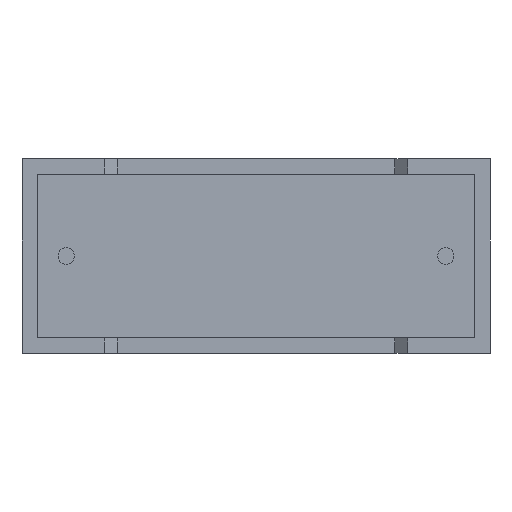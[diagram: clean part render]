
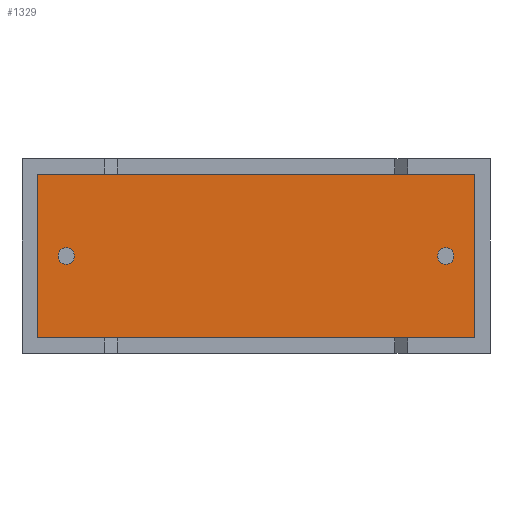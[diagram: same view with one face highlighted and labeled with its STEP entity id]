
A CAD part, front view. The second image highlights one B-rep face of the part: STEP entity #1329.
In plain terms, the highlighted planar face has unit normal (0, -1, 0).
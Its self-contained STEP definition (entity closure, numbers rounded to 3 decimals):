
#60 = EDGE_CURVE ( 'NONE', #1632, #2712, #1799, .T. ) ;
#146 = CARTESIAN_POINT ( 'NONE',  ( 16.75, 0.75, 3.85 ) ) ;
#188 = VERTEX_POINT ( 'NONE', #1984 ) ;
#243 = DIRECTION ( 'NONE',  ( 1., 0., 0. ) ) ;
#291 = EDGE_CURVE ( 'NONE', #551, #188, #949, .T. ) ;
#302 = DIRECTION ( 'NONE',  ( 0., -1., 0. ) ) ;
#306 = CARTESIAN_POINT ( 'NONE',  ( 16.75, 0.75, 4.175 ) ) ;
#315 = AXIS2_PLACEMENT_3D ( 'NONE', #146, #388, #2264 ) ;
#365 = VECTOR ( 'NONE', #1297, 1000. ) ;
#388 = DIRECTION ( 'NONE',  ( 0., -1., 0. ) ) ;
#390 = CARTESIAN_POINT ( 'NONE',  ( 0.617, 0.75, 0.617 ) ) ;
#406 = CARTESIAN_POINT ( 'NONE',  ( 1.75, 0.75, 3.525 ) ) ;
#460 = EDGE_CURVE ( 'NONE', #188, #1200, #2916, .T. ) ;
#509 = VERTEX_POINT ( 'NONE', #306 ) ;
#551 = VERTEX_POINT ( 'NONE', #390 ) ;
#604 = VERTEX_POINT ( 'NONE', #746 ) ;
#658 = ORIENTED_EDGE ( 'NONE', *, *, #944, .F. ) ;
#673 = ORIENTED_EDGE ( 'NONE', *, *, #2778, .F. ) ;
#717 = CARTESIAN_POINT ( 'NONE',  ( 0.617, 0.75, 7.083 ) ) ;
#746 = CARTESIAN_POINT ( 'NONE',  ( 16.75, 0.75, 3.525 ) ) ;
#784 = DIRECTION ( 'NONE',  ( 0., -1., 0. ) ) ;
#821 = DIRECTION ( 'NONE',  ( 0., 0., -1. ) ) ;
#833 = LINE ( 'NONE', #2437, #1561 ) ;
#850 = EDGE_LOOP ( 'NONE', ( #1278, #1832, #1753, #2379 ) ) ;
#944 = EDGE_CURVE ( 'NONE', #509, #604, #1269, .T. ) ;
#949 = LINE ( 'NONE', #1859, #2646 ) ;
#982 = DIRECTION ( 'NONE',  ( 0., 0., -1. ) ) ;
#1048 = CARTESIAN_POINT ( 'NONE',  ( 17.883, 0.75, 0.617 ) ) ;
#1106 = DIRECTION ( 'NONE',  ( 0., 0., -1. ) ) ;
#1200 = VERTEX_POINT ( 'NONE', #1573 ) ;
#1230 = EDGE_LOOP ( 'NONE', ( #658, #2312 ) ) ;
#1269 = CIRCLE ( 'NONE', #315, 0.325 ) ;
#1278 = ORIENTED_EDGE ( 'NONE', *, *, #2481, .T. ) ;
#1293 = CARTESIAN_POINT ( 'NONE',  ( 1.75, 0.75, 3.85 ) ) ;
#1297 = DIRECTION ( 'NONE',  ( 0., 0., 1. ) ) ;
#1317 = EDGE_CURVE ( 'NONE', #1200, #2655, #1926, .T. ) ;
#1329 = ADVANCED_FACE ( 'NONE', ( #2153, #1716, #1698 ), #2440, .T. ) ;
#1384 = CIRCLE ( 'NONE', #1481, 0.325 ) ;
#1434 = EDGE_LOOP ( 'NONE', ( #673, #1574 ) ) ;
#1481 = AXIS2_PLACEMENT_3D ( 'NONE', #1293, #302, #2231 ) ;
#1561 = VECTOR ( 'NONE', #821, 1000. ) ;
#1573 = CARTESIAN_POINT ( 'NONE',  ( 17.883, 0.75, 7.083 ) ) ;
#1574 = ORIENTED_EDGE ( 'NONE', *, *, #60, .F. ) ;
#1606 = AXIS2_PLACEMENT_3D ( 'NONE', #2891, #784, #1680 ) ;
#1632 = VERTEX_POINT ( 'NONE', #406 ) ;
#1680 = DIRECTION ( 'NONE',  ( 0., 0., -1. ) ) ;
#1698 = FACE_BOUND ( 'NONE', #1434, .T. ) ;
#1716 = FACE_OUTER_BOUND ( 'NONE', #850, .T. ) ;
#1753 = ORIENTED_EDGE ( 'NONE', *, *, #460, .T. ) ;
#1765 = CIRCLE ( 'NONE', #2209, 0.325 ) ;
#1799 = CIRCLE ( 'NONE', #1606, 0.325 ) ;
#1832 = ORIENTED_EDGE ( 'NONE', *, *, #291, .T. ) ;
#1859 = CARTESIAN_POINT ( 'NONE',  ( 0.617, 0.75, 0.617 ) ) ;
#1926 = LINE ( 'NONE', #2831, #2056 ) ;
#1984 = CARTESIAN_POINT ( 'NONE',  ( 17.883, 0.75, 0.617 ) ) ;
#2056 = VECTOR ( 'NONE', #2171, 1000. ) ;
#2153 = FACE_BOUND ( 'NONE', #1230, .T. ) ;
#2171 = DIRECTION ( 'NONE',  ( -1., 0., 0. ) ) ;
#2209 = AXIS2_PLACEMENT_3D ( 'NONE', #2561, #2799, #1106 ) ;
#2231 = DIRECTION ( 'NONE',  ( 0., 0., -1. ) ) ;
#2264 = DIRECTION ( 'NONE',  ( 0., 0., -1. ) ) ;
#2312 = ORIENTED_EDGE ( 'NONE', *, *, #2522, .F. ) ;
#2379 = ORIENTED_EDGE ( 'NONE', *, *, #1317, .T. ) ;
#2427 = DIRECTION ( 'NONE',  ( 0., -1., 0. ) ) ;
#2437 = CARTESIAN_POINT ( 'NONE',  ( 0.617, 0.75, 7.083 ) ) ;
#2440 = PLANE ( 'NONE',  #2457 ) ;
#2457 = AXIS2_PLACEMENT_3D ( 'NONE', #2620, #2427, #982 ) ;
#2481 = EDGE_CURVE ( 'NONE', #2655, #551, #833, .T. ) ;
#2522 = EDGE_CURVE ( 'NONE', #604, #509, #1765, .T. ) ;
#2561 = CARTESIAN_POINT ( 'NONE',  ( 16.75, 0.75, 3.85 ) ) ;
#2620 = CARTESIAN_POINT ( 'NONE',  ( 0., 0.75, 0. ) ) ;
#2646 = VECTOR ( 'NONE', #243, 1000. ) ;
#2655 = VERTEX_POINT ( 'NONE', #717 ) ;
#2712 = VERTEX_POINT ( 'NONE', #2910 ) ;
#2778 = EDGE_CURVE ( 'NONE', #2712, #1632, #1384, .T. ) ;
#2799 = DIRECTION ( 'NONE',  ( 0., -1., 0. ) ) ;
#2831 = CARTESIAN_POINT ( 'NONE',  ( 17.883, 0.75, 7.083 ) ) ;
#2891 = CARTESIAN_POINT ( 'NONE',  ( 1.75, 0.75, 3.85 ) ) ;
#2910 = CARTESIAN_POINT ( 'NONE',  ( 1.75, 0.75, 4.175 ) ) ;
#2916 = LINE ( 'NONE', #1048, #365 ) ;
